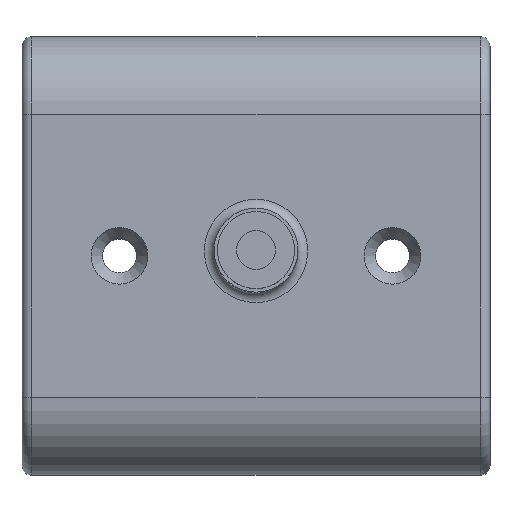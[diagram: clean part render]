
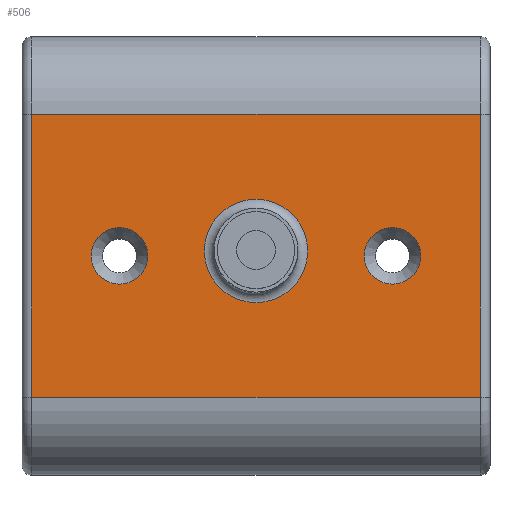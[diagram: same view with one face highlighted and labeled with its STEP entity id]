
A CAD part, top view. The second image highlights one B-rep face of the part: STEP entity #506.
In plain terms, the highlighted planar face has unit normal (0, 0, 1).
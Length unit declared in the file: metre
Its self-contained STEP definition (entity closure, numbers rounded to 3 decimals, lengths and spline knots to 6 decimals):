
#28=PLANE('',#583);
#34=LINE('',#811,#51);
#36=LINE('',#830,#53);
#41=LINE('',#895,#58);
#42=LINE('',#896,#59);
#51=VECTOR('',#631,1.);
#53=VECTOR('',#651,1.);
#58=VECTOR('',#728,1.);
#59=VECTOR('',#729,1.);
#118=ORIENTED_EDGE('',*,*,#221,.T.);
#119=ORIENTED_EDGE('',*,*,#222,.T.);
#120=ORIENTED_EDGE('',*,*,#223,.T.);
#121=ORIENTED_EDGE('',*,*,#199,.T.);
#122=ORIENTED_EDGE('',*,*,#224,.T.);
#123=ORIENTED_EDGE('',*,*,#191,.F.);
#124=ORIENTED_EDGE('',*,*,#225,.T.);
#191=EDGE_CURVE('',#251,#252,#34,.T.);
#199=EDGE_CURVE('',#260,#259,#36,.T.);
#221=EDGE_CURVE('',#281,#281,#318,.T.);
#222=EDGE_CURVE('',#282,#282,#319,.T.);
#223=EDGE_CURVE('',#283,#283,#320,.T.);
#224=EDGE_CURVE('',#259,#252,#41,.F.);
#225=EDGE_CURVE('',#251,#260,#42,.T.);
#251=VERTEX_POINT('',#810);
#252=VERTEX_POINT('',#812);
#259=VERTEX_POINT('',#829);
#260=VERTEX_POINT('',#831);
#281=VERTEX_POINT('',#890);
#282=VERTEX_POINT('',#892);
#283=VERTEX_POINT('',#894);
#318=CIRCLE('',#584,0.0029);
#319=CIRCLE('',#585,0.0029);
#320=CIRCLE('',#586,0.0053);
#374=EDGE_LOOP('',(#118));
#375=EDGE_LOOP('',(#119));
#376=EDGE_LOOP('',(#120));
#377=EDGE_LOOP('',(#121,#122,#123,#124));
#441=FACE_BOUND('',#374,.T.);
#442=FACE_BOUND('',#375,.T.);
#443=FACE_BOUND('',#376,.T.);
#444=FACE_BOUND('',#377,.T.);
#506=ADVANCED_FACE('',(#441,#442,#443,#444),#28,.F.);
#583=AXIS2_PLACEMENT_3D('',#888,#720,#721);
#584=AXIS2_PLACEMENT_3D('',#889,#722,#723);
#585=AXIS2_PLACEMENT_3D('',#891,#724,#725);
#586=AXIS2_PLACEMENT_3D('',#893,#726,#727);
#631=DIRECTION('',(1.,0.,0.));
#651=DIRECTION('',(1.,0.,0.));
#720=DIRECTION('',(0.,0.,-1.));
#721=DIRECTION('',(-1.,0.,0.));
#722=DIRECTION('',(0.,0.,-1.));
#723=DIRECTION('',(-1.,0.,0.));
#724=DIRECTION('',(0.,0.,-1.));
#725=DIRECTION('',(-1.,0.,0.));
#726=DIRECTION('',(0.,0.,-1.));
#727=DIRECTION('',(-1.,0.,0.));
#728=DIRECTION('',(0.,-1.,0.));
#729=DIRECTION('',(0.,-1.,0.));
#810=CARTESIAN_POINT('',(-0.023,0.338997,-0.044968));
#811=CARTESIAN_POINT('',(-0.024002,0.338997,-0.044968));
#812=CARTESIAN_POINT('',(0.023,0.338997,-0.044968));
#829=CARTESIAN_POINT('',(0.023,0.309997,-0.044968));
#830=CARTESIAN_POINT('',(-0.024002,0.309997,-0.044968));
#831=CARTESIAN_POINT('',(-0.023,0.309997,-0.044968));
#888=CARTESIAN_POINT('',(-0.024002,0.324497,-0.044968));
#889=CARTESIAN_POINT('',(-0.014,0.324497,-0.044968));
#890=CARTESIAN_POINT('',(-0.0169,0.324497,-0.044968));
#891=CARTESIAN_POINT('',(0.014,0.324497,-0.044968));
#892=CARTESIAN_POINT('',(0.0111,0.324497,-0.044968));
#893=CARTESIAN_POINT('',(0.,0.325,-0.044968));
#894=CARTESIAN_POINT('',(-0.0053,0.325,-0.044968));
#895=CARTESIAN_POINT('',(0.023,0.338997,-0.044968));
#896=CARTESIAN_POINT('',(-0.023,0.324497,-0.044968));
